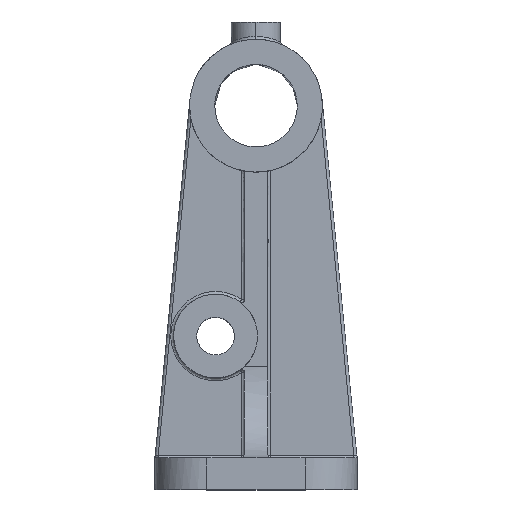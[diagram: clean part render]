
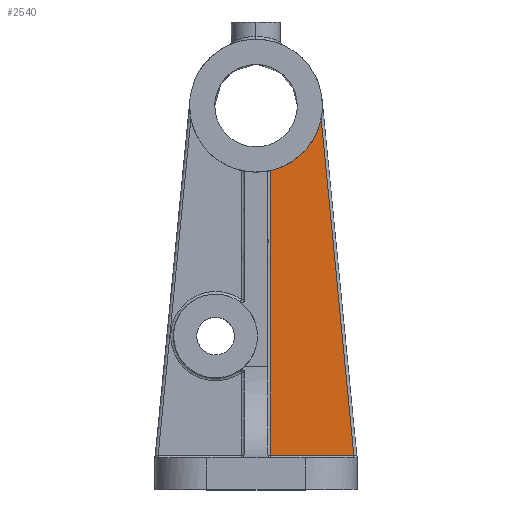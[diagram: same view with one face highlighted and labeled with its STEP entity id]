
A CAD part, top view. The second image highlights one B-rep face of the part: STEP entity #2540.
In plain terms, the highlighted free-form (B-spline) face has degree [1, 1] with [2, 2] control points.
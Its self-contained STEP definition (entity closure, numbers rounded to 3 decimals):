
#1143 = VERTEX_POINT('',#1144);
#1144 = CARTESIAN_POINT('',(6.362,140.66,
    5.089));
#1157 = EDGE_CURVE('',#1143,#1158,#1160,.T.);
#1158 = VERTEX_POINT('',#1159);
#1159 = CARTESIAN_POINT('',(28.688,163.445,
    5.089));
#1160 = ( BOUNDED_CURVE() B_SPLINE_CURVE(2,(#1161,#1162,#1163),
.UNSPECIFIED.,.F.,.F.) B_SPLINE_CURVE_WITH_KNOTS((3,3),(4.932,
6.084),.PIECEWISE_BEZIER_KNOTS.) CURVE() 
GEOMETRIC_REPRESENTATION_ITEM() RATIONAL_B_SPLINE_CURVE((1.,
0.838,1.)) REPRESENTATION_ITEM('') );
#1161 = CARTESIAN_POINT('',(6.362,140.66,
    5.089));
#1162 = CARTESIAN_POINT('',(24.931,144.795,
    5.089));
#1163 = CARTESIAN_POINT('',(28.688,163.445,
    5.089));
#2540 = ADVANCED_FACE('',(#2541),#2563,.T.);
#2541 = FACE_BOUND('',#2542,.T.);
#2542 = EDGE_LOOP('',(#2543,#2550,#2557,#2562));
#2543 = ORIENTED_EDGE('',*,*,#2544,.T.);
#2544 = EDGE_CURVE('',#1143,#2545,#2547,.T.);
#2545 = VERTEX_POINT('',#2546);
#2546 = CARTESIAN_POINT('',(6.362,15.268,
    5.089));
#2547 = B_SPLINE_CURVE_WITH_KNOTS('',1,(#2548,#2549),.UNSPECIFIED.,.F.,
  .F.,(2,2),(-99.55,-1.),.PIECEWISE_BEZIER_KNOTS.);
#2548 = CARTESIAN_POINT('',(6.362,140.66,
    5.089));
#2549 = CARTESIAN_POINT('',(6.362,15.268,
    5.089));
#2550 = ORIENTED_EDGE('',*,*,#2551,.T.);
#2551 = EDGE_CURVE('',#2545,#2552,#2554,.T.);
#2552 = VERTEX_POINT('',#2553);
#2553 = CARTESIAN_POINT('',(43.13,15.268,
    5.089));
#2554 = B_SPLINE_CURVE_WITH_KNOTS('',1,(#2555,#2556),.UNSPECIFIED.,.F.,
  .F.,(2,2),(-28.995,-0.097),
  .PIECEWISE_BEZIER_KNOTS.);
#2555 = CARTESIAN_POINT('',(6.362,15.268,
    5.089));
#2556 = CARTESIAN_POINT('',(43.13,15.268,
    5.089));
#2557 = ORIENTED_EDGE('',*,*,#2558,.T.);
#2558 = EDGE_CURVE('',#2552,#1158,#2559,.T.);
#2559 = B_SPLINE_CURVE_WITH_KNOTS('',1,(#2560,#2561),.UNSPECIFIED.,.F.,
  .F.,(2,2),(-123.718,-6.708),.PIECEWISE_BEZIER_KNOTS.);
#2560 = CARTESIAN_POINT('',(43.13,15.268,
    5.089));
#2561 = CARTESIAN_POINT('',(28.688,163.445,
    5.089));
#2562 = ORIENTED_EDGE('',*,*,#1157,.F.);
#2563 = B_SPLINE_SURFACE_WITH_KNOTS('',1,1,(
    (#2564,#2565)
    ,(#2566,#2567
    )),.UNSPECIFIED.,.F.,.F.,.F.,(2,2),(2,2),(5.,33.898),(12.,
    128.458),.PIECEWISE_BEZIER_KNOTS.);
#2564 = CARTESIAN_POINT('',(6.362,15.268,
    5.089));
#2565 = CARTESIAN_POINT('',(6.362,163.445,5.089
    ));
#2566 = CARTESIAN_POINT('',(43.13,15.268,
    5.089));
#2567 = CARTESIAN_POINT('',(43.13,163.445,
    5.089));
